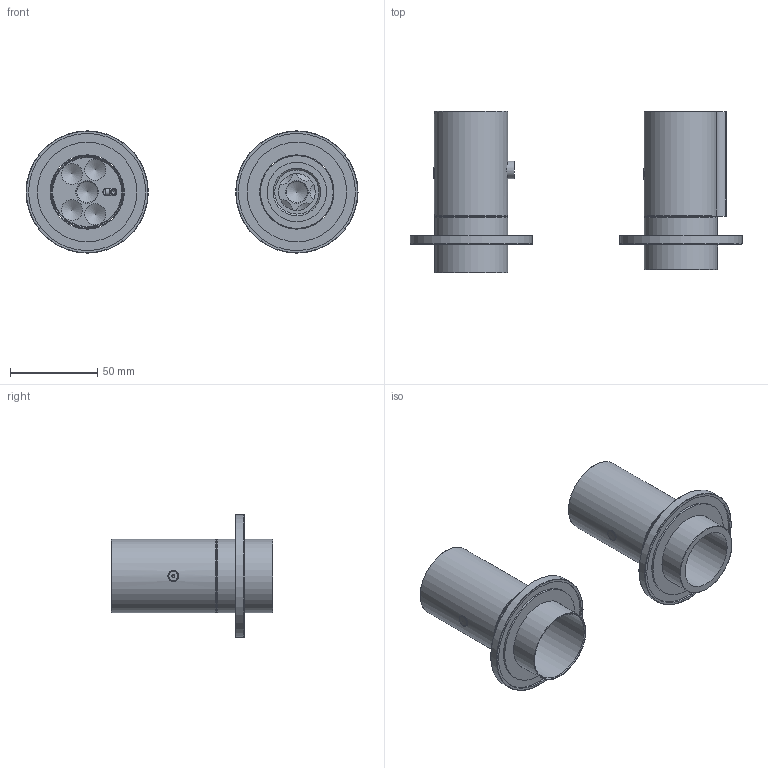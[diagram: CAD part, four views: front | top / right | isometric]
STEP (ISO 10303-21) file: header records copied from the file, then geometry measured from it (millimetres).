
FILE_DESCRIPTION(/* description */ ('Unknown'),/* implementation_level */ '2;1');
FILE_NAME(/* name */ 'GT7009-00',/* time_stamp */ '2026-02-11T11:25:19+01:00',/* author */ ('Unknown'),/* organization */ ('Unknown'),/* preprocessor_version */ 'ST-DEVELOPER v20',/* originating_system */ 'Solid Edge',/* authorisation */ 'Unknown');
FILE_SCHEMA (('AUTOMOTIVE_DESIGN {1 0 10303 214 3 1 1}'));
Length unit declared in the file: millimetre
Products named in the file (13): GT7009EXT-00; AR7001-02; GT7001-002_oa_0; GT7001-03; GT7068-04; GT7068-001_oa_1; GT7068-01; GT003-08; GT7080-002_oa_2; GT7080-01; GT7001-001_oa_3; GT7001-01; bottone inox_0083.38.325_0083.38.325
Assembly tree (13 placements, depth 3):
  GT7009EXT-00
    AR7001-02
    GT7001-002_oa_0
      GT7001-03
    GT7068-04
    GT7068-001_oa_1
      GT7068-01
      GT003-08
    GT7080-002_oa_2
      GT7080-01
    GT7001-001_oa_3
      GT7001-01
      bottone inox_0083.38.325_0083.38.325
      GT003-08
Bounding box: 190 x 92.3 x 70 mm (x, y, z)
Volume: 119585.7 mm3; surface area: 77039.1 mm2
Topology: 9 solids, 9 shells, 408 faces, 954 edges, 596 vertices
Faces by surface type: plane 133, cylinder 101, bspline 70, torus 69, cone 29, sphere 6
Full cylindrical faces by diameter (mm): 1.8 x2, 2.5 x1, 3.2 x1, 4.5 x1, 5.5 x2, 6.3 x2, 7.5 x1, 10 x2, 10.2 x1, 12 x11, 21 x1, 25.288 x1, 28 x1, 34 x1, 36.5 x1, 39.5 x2, 40.2 x1, 42 x3, 42.5 x4, 44.6 x2, 57 x2, 67 x2, 70 x2
Entity records: 16855 total; most frequent: CARTESIAN_POINT 8005, DIRECTION 1376, ORIENTED_EDGE 1286, EDGE_CURVE 643, AXIS2_PLACEMENT_3D 556, FACE_BOUND 496, EDGE_LOOP 484, VERTEX_POINT 469
